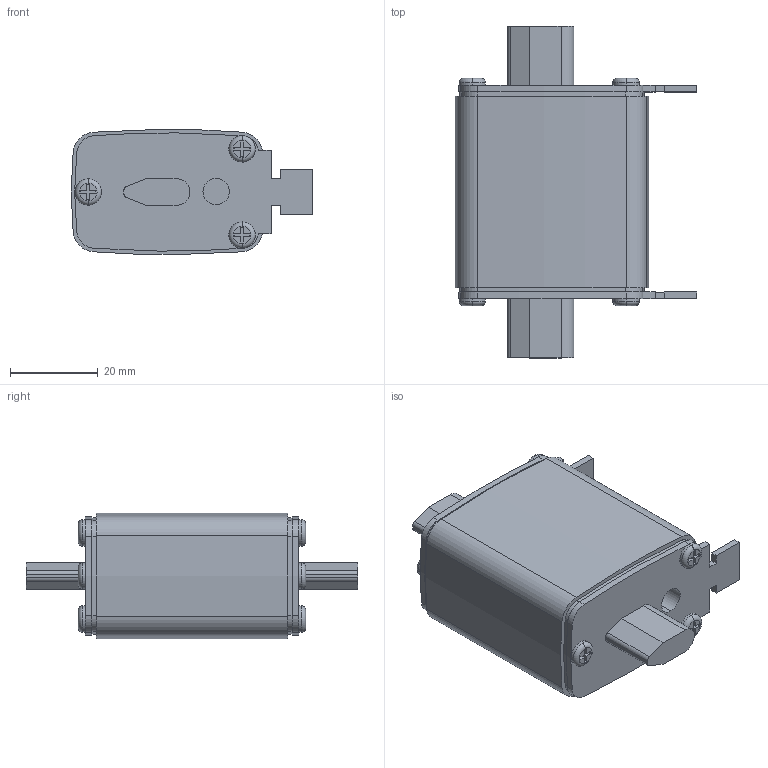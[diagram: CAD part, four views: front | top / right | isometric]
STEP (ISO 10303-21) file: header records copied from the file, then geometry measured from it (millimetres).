
FILE_DESCRIPTION (( 'STEP AP214' ), '1' );
FILE_NAME ('DPP10-032 Ïëàâêàÿ âñòàâêà ïðåäîõðàíèòåëÿ ÏÏÍÈ-33, ãàáàðèò 00, 32À.STEP', '2018-04-24T13:25:50', ( '' ), ( '' ), 'SwSTEP 2.0', 'SolidWorks 2014', '' );
FILE_SCHEMA (( 'AUTOMOTIVE_DESIGN' ));
Length unit declared in the file: millimetre
Products named in the file (1): DPP10-032 Ïëàâêàÿ âñòàâêà ïðåäîõðàíèòåëÿ ÏÏÍÈ-33, ãàáàðèò 00, 32À
Bounding box: 54.99 x 75.5 x 28.48 mm (x, y, z)
Volume: 59750.9 mm3; surface area: 10793.5 mm2
Topology: 1 solids, 1 shells, 203 faces, 534 edges, 348 vertices
Faces by surface type: plane 131, cylinder 42, bspline 18, torus 12
Entity records: 6374 total; most frequent: CARTESIAN_POINT 1336, ORIENTED_EDGE 1068, DIRECTION 990, EDGE_CURVE 534, LINE 378, VECTOR 378, VERTEX_POINT 348, AXIS2_PLACEMENT_3D 306
